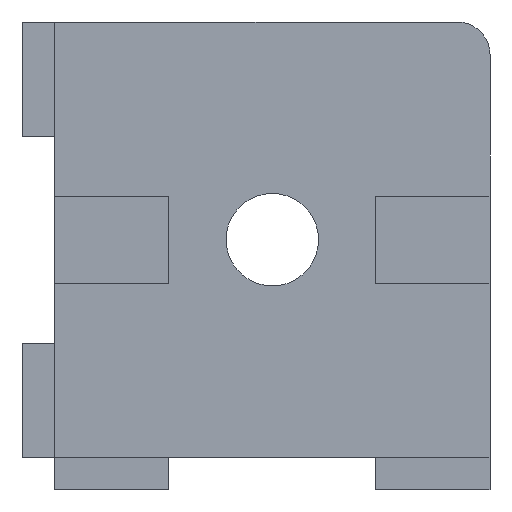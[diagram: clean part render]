
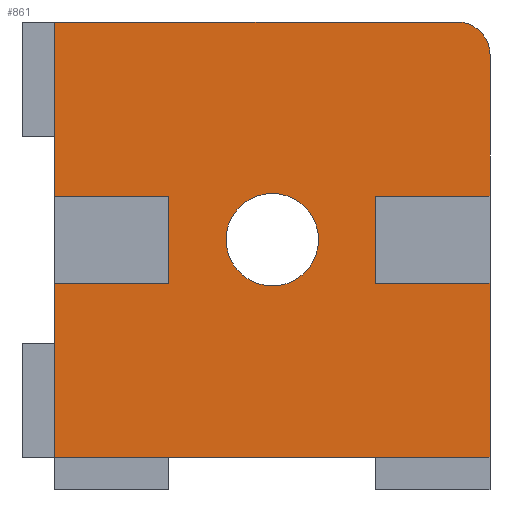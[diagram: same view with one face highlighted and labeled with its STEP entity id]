
A CAD part, left-side view. The second image highlights one B-rep face of the part: STEP entity #861.
In plain terms, the highlighted planar face has unit normal (-1, 0, 0).
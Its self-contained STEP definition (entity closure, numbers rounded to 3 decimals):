
#169=CARTESIAN_POINT('',(-40.,0.0,4.25));
#170=VERTEX_POINT('',#169);
#171=CARTESIAN_POINT('',(-40.,0.0,-4.25));
#172=VERTEX_POINT('',#171);
#173=CARTESIAN_POINT('',(-40.,0.0,0.0));
#174=DIRECTION('',(1.0,0.0,0.0));
#175=DIRECTION('',(0.0,0.0,-1.0));
#176=AXIS2_PLACEMENT_3D('',#173,#174,#175);
#177=CIRCLE('',#176,4.25);
#178=EDGE_CURVE('',#170,#172,#177,.T.);
#643=CARTESIAN_POINT('',(-40.,-20.,-20.0));
#644=VERTEX_POINT('',#643);
#651=CARTESIAN_POINT('',(-40.,20.,-20.0));
#652=VERTEX_POINT('',#651);
#653=CARTESIAN_POINT('',(-40.,20.,-20.0));
#654=DIRECTION('',(0.0,-1.0,0.0));
#655=VECTOR('',#654,40.0);
#656=LINE('',#653,#655);
#657=EDGE_CURVE('',#652,#644,#656,.T.);
#748=CARTESIAN_POINT('',(-40.,-22.,22.0));
#749=DIRECTION('',(1.0,0.0,0.0));
#750=DIRECTION('',(0.0,0.0,-1.0));
#751=AXIS2_PLACEMENT_3D('',#748,#749,#750);
#752=PLANE('',#751);
#753=CARTESIAN_POINT('',(-40.,-20.,17.0));
#754=VERTEX_POINT('',#753);
#755=CARTESIAN_POINT('',(-40.,-20.,4.0));
#756=VERTEX_POINT('',#755);
#757=CARTESIAN_POINT('',(-40.,-20.,17.0));
#758=DIRECTION('',(0.0,0.0,-1.0));
#759=VECTOR('',#758,13.0);
#760=LINE('',#757,#759);
#761=EDGE_CURVE('',#754,#756,#760,.T.);
#762=ORIENTED_EDGE('',*,*,#761,.F.);
#763=CARTESIAN_POINT('',(-40.,-17.,20.0));
#764=VERTEX_POINT('',#763);
#765=CARTESIAN_POINT('',(-40.,-17.,17.0));
#766=DIRECTION('',(-1.0,0.0,0.0));
#767=DIRECTION('',(0.0,0.0,-1.0));
#768=AXIS2_PLACEMENT_3D('',#765,#766,#767);
#769=CIRCLE('',#768,3.);
#770=EDGE_CURVE('',#754,#764,#769,.T.);
#771=ORIENTED_EDGE('',*,*,#770,.T.);
#772=CARTESIAN_POINT('',(-40.,20.,20.0));
#773=VERTEX_POINT('',#772);
#774=CARTESIAN_POINT('',(-40.,20.,20.0));
#775=DIRECTION('',(0.0,-1.0,0.0));
#776=VECTOR('',#775,37.0);
#777=LINE('',#774,#776);
#778=EDGE_CURVE('',#773,#764,#777,.T.);
#779=ORIENTED_EDGE('',*,*,#778,.F.);
#780=CARTESIAN_POINT('',(-40.,20.,4.0));
#781=VERTEX_POINT('',#780);
#782=CARTESIAN_POINT('',(-40.,20.,20.0));
#783=DIRECTION('',(0.0,0.0,-1.0));
#784=VECTOR('',#783,16.0);
#785=LINE('',#782,#784);
#786=EDGE_CURVE('',#773,#781,#785,.T.);
#787=ORIENTED_EDGE('',*,*,#786,.T.);
#788=CARTESIAN_POINT('',(-40.,9.5,4.0));
#789=VERTEX_POINT('',#788);
#790=CARTESIAN_POINT('',(-40.,20.,4.0));
#791=DIRECTION('',(0.0,-1.0,0.0));
#792=VECTOR('',#791,10.5);
#793=LINE('',#790,#792);
#794=EDGE_CURVE('',#781,#789,#793,.T.);
#795=ORIENTED_EDGE('',*,*,#794,.T.);
#796=CARTESIAN_POINT('',(-40.,9.5,-4.0));
#797=VERTEX_POINT('',#796);
#798=CARTESIAN_POINT('',(-40.,9.5,4.0));
#799=DIRECTION('',(0.0,0.0,-1.0));
#800=VECTOR('',#799,8.0);
#801=LINE('',#798,#800);
#802=EDGE_CURVE('',#789,#797,#801,.T.);
#803=ORIENTED_EDGE('',*,*,#802,.T.);
#804=CARTESIAN_POINT('',(-40.,20.,-4.0));
#805=VERTEX_POINT('',#804);
#806=CARTESIAN_POINT('',(-40.,9.5,-4.0));
#807=DIRECTION('',(0.0,1.0,0.0));
#808=VECTOR('',#807,10.5);
#809=LINE('',#806,#808);
#810=EDGE_CURVE('',#797,#805,#809,.T.);
#811=ORIENTED_EDGE('',*,*,#810,.T.);
#812=CARTESIAN_POINT('',(-40.,20.,-4.0));
#813=DIRECTION('',(0.0,0.0,-1.0));
#814=VECTOR('',#813,16.0);
#815=LINE('',#812,#814);
#816=EDGE_CURVE('',#805,#652,#815,.T.);
#817=ORIENTED_EDGE('',*,*,#816,.T.);
#818=ORIENTED_EDGE('',*,*,#657,.T.);
#819=CARTESIAN_POINT('',(-40.,-20.,-4.0));
#820=VERTEX_POINT('',#819);
#821=CARTESIAN_POINT('',(-40.,-20.,-4.0));
#822=DIRECTION('',(0.0,0.0,-1.0));
#823=VECTOR('',#822,16.0);
#824=LINE('',#821,#823);
#825=EDGE_CURVE('',#820,#644,#824,.T.);
#826=ORIENTED_EDGE('',*,*,#825,.F.);
#827=CARTESIAN_POINT('',(-40.,-9.5,-4.0));
#828=VERTEX_POINT('',#827);
#829=CARTESIAN_POINT('',(-40.,-9.5,-4.0));
#830=DIRECTION('',(0.0,-1.0,0.0));
#831=VECTOR('',#830,10.5);
#832=LINE('',#829,#831);
#833=EDGE_CURVE('',#828,#820,#832,.T.);
#834=ORIENTED_EDGE('',*,*,#833,.F.);
#835=CARTESIAN_POINT('',(-40.,-9.5,4.0));
#836=VERTEX_POINT('',#835);
#837=CARTESIAN_POINT('',(-40.,-9.5,4.0));
#838=DIRECTION('',(0.0,0.0,-1.0));
#839=VECTOR('',#838,8.0);
#840=LINE('',#837,#839);
#841=EDGE_CURVE('',#836,#828,#840,.T.);
#842=ORIENTED_EDGE('',*,*,#841,.F.);
#843=CARTESIAN_POINT('',(-40.,-20.,4.0));
#844=DIRECTION('',(0.0,1.0,0.0));
#845=VECTOR('',#844,10.5);
#846=LINE('',#843,#845);
#847=EDGE_CURVE('',#756,#836,#846,.T.);
#848=ORIENTED_EDGE('',*,*,#847,.F.);
#849=EDGE_LOOP('',(#762,#771,#779,#787,#795,#803,#811,#817,#818,#826,#834,#842,#848));
#850=FACE_OUTER_BOUND('',#849,.T.);
#851=CARTESIAN_POINT('',(-40.,0.0,0.0));
#852=DIRECTION('',(1.0,0.0,0.0));
#853=DIRECTION('',(0.0,0.0,-1.0));
#854=AXIS2_PLACEMENT_3D('',#851,#852,#853);
#855=CIRCLE('',#854,4.25);
#856=EDGE_CURVE('',#172,#170,#855,.T.);
#857=ORIENTED_EDGE('',*,*,#856,.T.);
#858=ORIENTED_EDGE('',*,*,#178,.T.);
#859=EDGE_LOOP('',(#857,#858));
#860=FACE_BOUND('',#859,.T.);
#861=ADVANCED_FACE('',(#850,#860),#752,.F.);
